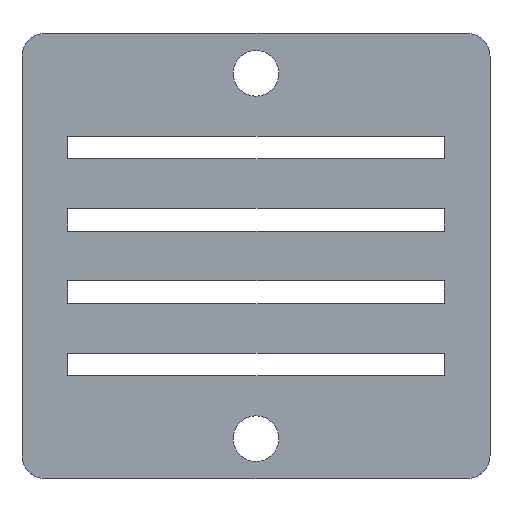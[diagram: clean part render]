
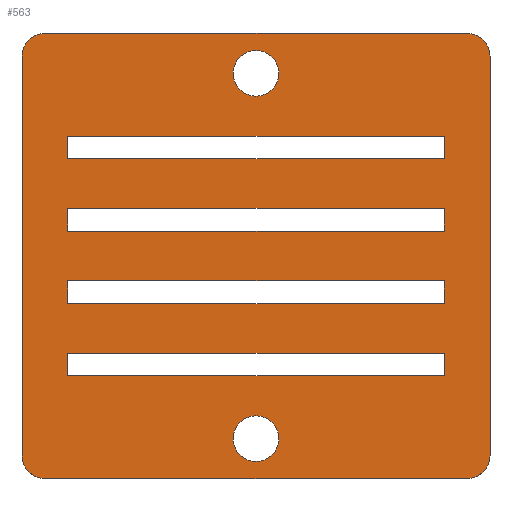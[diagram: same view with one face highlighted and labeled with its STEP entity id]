
A CAD part, top view. The second image highlights one B-rep face of the part: STEP entity #563.
In plain terms, the highlighted planar face has unit normal (0, 0, 1).
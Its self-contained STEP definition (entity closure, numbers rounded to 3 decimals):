
#23=FACE_BOUND('',#88,.T.);
#24=FACE_BOUND('',#89,.T.);
#25=FACE_BOUND('',#90,.T.);
#26=FACE_BOUND('',#91,.T.);
#27=FACE_BOUND('',#92,.T.);
#28=FACE_BOUND('',#93,.T.);
#36=PLANE('',#609);
#59=FACE_OUTER_BOUND('',#87,.T.);
#87=EDGE_LOOP('',(#407,#408,#409,#410,#411,#412,#413,#414));
#88=EDGE_LOOP('',(#415,#416,#417,#418));
#89=EDGE_LOOP('',(#419,#420,#421,#422));
#90=EDGE_LOOP('',(#423,#424,#425,#426));
#91=EDGE_LOOP('',(#427,#428,#429,#430));
#92=EDGE_LOOP('',(#431));
#93=EDGE_LOOP('',(#432));
#127=LINE('',#817,#193);
#130=LINE('',#823,#196);
#131=LINE('',#827,#197);
#132=LINE('',#831,#198);
#133=LINE('',#835,#199);
#134=LINE('',#837,#200);
#135=LINE('',#839,#201);
#136=LINE('',#840,#202);
#137=LINE('',#843,#203);
#138=LINE('',#845,#204);
#139=LINE('',#847,#205);
#140=LINE('',#848,#206);
#141=LINE('',#851,#207);
#142=LINE('',#853,#208);
#143=LINE('',#855,#209);
#144=LINE('',#856,#210);
#145=LINE('',#859,#211);
#146=LINE('',#861,#212);
#147=LINE('',#863,#213);
#148=LINE('',#864,#214);
#193=VECTOR('',#663,10.);
#196=VECTOR('',#668,10.);
#197=VECTOR('',#671,10.);
#198=VECTOR('',#674,10.);
#199=VECTOR('',#677,10.);
#200=VECTOR('',#678,10.);
#201=VECTOR('',#679,10.);
#202=VECTOR('',#680,10.);
#203=VECTOR('',#681,10.);
#204=VECTOR('',#682,10.);
#205=VECTOR('',#683,10.);
#206=VECTOR('',#684,10.);
#207=VECTOR('',#685,10.);
#208=VECTOR('',#686,10.);
#209=VECTOR('',#687,10.);
#210=VECTOR('',#688,10.);
#211=VECTOR('',#689,10.);
#212=VECTOR('',#690,10.);
#213=VECTOR('',#691,10.);
#214=VECTOR('',#692,10.);
#258=CIRCLE('',#607,2.);
#259=CIRCLE('',#610,2.);
#260=CIRCLE('',#611,2.);
#261=CIRCLE('',#612,2.);
#262=CIRCLE('',#613,2.);
#263=CIRCLE('',#614,2.);
#271=VERTEX_POINT('',#810);
#272=VERTEX_POINT('',#812);
#273=VERTEX_POINT('',#816);
#275=VERTEX_POINT('',#822);
#276=VERTEX_POINT('',#824);
#277=VERTEX_POINT('',#826);
#278=VERTEX_POINT('',#828);
#279=VERTEX_POINT('',#830);
#280=VERTEX_POINT('',#833);
#281=VERTEX_POINT('',#834);
#282=VERTEX_POINT('',#836);
#283=VERTEX_POINT('',#838);
#284=VERTEX_POINT('',#841);
#285=VERTEX_POINT('',#842);
#286=VERTEX_POINT('',#844);
#287=VERTEX_POINT('',#846);
#288=VERTEX_POINT('',#849);
#289=VERTEX_POINT('',#850);
#290=VERTEX_POINT('',#852);
#291=VERTEX_POINT('',#854);
#292=VERTEX_POINT('',#857);
#293=VERTEX_POINT('',#858);
#294=VERTEX_POINT('',#860);
#295=VERTEX_POINT('',#862);
#296=VERTEX_POINT('',#865);
#297=VERTEX_POINT('',#867);
#323=EDGE_CURVE('',#271,#272,#258,.T.);
#325=EDGE_CURVE('',#273,#272,#127,.T.);
#328=EDGE_CURVE('',#275,#271,#130,.T.);
#329=EDGE_CURVE('',#276,#275,#259,.T.);
#330=EDGE_CURVE('',#277,#276,#131,.T.);
#331=EDGE_CURVE('',#278,#277,#260,.T.);
#332=EDGE_CURVE('',#279,#278,#132,.T.);
#333=EDGE_CURVE('',#273,#279,#261,.T.);
#334=EDGE_CURVE('',#280,#281,#133,.T.);
#335=EDGE_CURVE('',#282,#280,#134,.T.);
#336=EDGE_CURVE('',#283,#282,#135,.T.);
#337=EDGE_CURVE('',#281,#283,#136,.T.);
#338=EDGE_CURVE('',#284,#285,#137,.T.);
#339=EDGE_CURVE('',#286,#284,#138,.T.);
#340=EDGE_CURVE('',#287,#286,#139,.T.);
#341=EDGE_CURVE('',#285,#287,#140,.T.);
#342=EDGE_CURVE('',#288,#289,#141,.T.);
#343=EDGE_CURVE('',#290,#288,#142,.T.);
#344=EDGE_CURVE('',#291,#290,#143,.T.);
#345=EDGE_CURVE('',#289,#291,#144,.T.);
#346=EDGE_CURVE('',#292,#293,#145,.T.);
#347=EDGE_CURVE('',#294,#292,#146,.T.);
#348=EDGE_CURVE('',#295,#294,#147,.T.);
#349=EDGE_CURVE('',#293,#295,#148,.T.);
#350=EDGE_CURVE('',#296,#296,#262,.T.);
#351=EDGE_CURVE('',#297,#297,#263,.T.);
#407=ORIENTED_EDGE('',*,*,#323,.F.);
#408=ORIENTED_EDGE('',*,*,#328,.F.);
#409=ORIENTED_EDGE('',*,*,#329,.F.);
#410=ORIENTED_EDGE('',*,*,#330,.F.);
#411=ORIENTED_EDGE('',*,*,#331,.F.);
#412=ORIENTED_EDGE('',*,*,#332,.F.);
#413=ORIENTED_EDGE('',*,*,#333,.F.);
#414=ORIENTED_EDGE('',*,*,#325,.T.);
#415=ORIENTED_EDGE('',*,*,#334,.F.);
#416=ORIENTED_EDGE('',*,*,#335,.F.);
#417=ORIENTED_EDGE('',*,*,#336,.F.);
#418=ORIENTED_EDGE('',*,*,#337,.F.);
#419=ORIENTED_EDGE('',*,*,#338,.F.);
#420=ORIENTED_EDGE('',*,*,#339,.F.);
#421=ORIENTED_EDGE('',*,*,#340,.F.);
#422=ORIENTED_EDGE('',*,*,#341,.F.);
#423=ORIENTED_EDGE('',*,*,#342,.F.);
#424=ORIENTED_EDGE('',*,*,#343,.F.);
#425=ORIENTED_EDGE('',*,*,#344,.F.);
#426=ORIENTED_EDGE('',*,*,#345,.F.);
#427=ORIENTED_EDGE('',*,*,#346,.F.);
#428=ORIENTED_EDGE('',*,*,#347,.F.);
#429=ORIENTED_EDGE('',*,*,#348,.F.);
#430=ORIENTED_EDGE('',*,*,#349,.F.);
#431=ORIENTED_EDGE('',*,*,#350,.T.);
#432=ORIENTED_EDGE('',*,*,#351,.T.);
#563=ADVANCED_FACE('',(#59,#23,#24,#25,#26,#27,#28),#36,.F.);
#607=AXIS2_PLACEMENT_3D('',#813,#658,#659);
#609=AXIS2_PLACEMENT_3D('',#821,#666,#667);
#610=AXIS2_PLACEMENT_3D('',#825,#669,#670);
#611=AXIS2_PLACEMENT_3D('',#829,#672,#673);
#612=AXIS2_PLACEMENT_3D('',#832,#675,#676);
#613=AXIS2_PLACEMENT_3D('',#866,#693,#694);
#614=AXIS2_PLACEMENT_3D('',#868,#695,#696);
#658=DIRECTION('center_axis',(0.,0.,-1.));
#659=DIRECTION('ref_axis',(-0.707,0.707,0.));
#663=DIRECTION('',(-1.,0.,0.));
#666=DIRECTION('center_axis',(0.,0.,-1.));
#667=DIRECTION('ref_axis',(1.,0.,0.));
#668=DIRECTION('',(0.,1.,0.));
#669=DIRECTION('center_axis',(0.,0.,-1.));
#670=DIRECTION('ref_axis',(-0.707,-0.707,0.));
#671=DIRECTION('',(-1.,0.,0.));
#672=DIRECTION('center_axis',(0.,0.,-1.));
#673=DIRECTION('ref_axis',(0.707,-0.707,0.));
#674=DIRECTION('',(0.,-1.,0.));
#675=DIRECTION('center_axis',(0.,0.,-1.));
#676=DIRECTION('ref_axis',(0.707,0.707,0.));
#677=DIRECTION('',(-1.,0.,0.));
#678=DIRECTION('',(0.,1.,0.));
#679=DIRECTION('',(1.,0.,0.));
#680=DIRECTION('',(0.,-1.,0.));
#681=DIRECTION('',(-1.,0.,0.));
#682=DIRECTION('',(0.,1.,0.));
#683=DIRECTION('',(1.,0.,0.));
#684=DIRECTION('',(0.,-1.,0.));
#685=DIRECTION('',(1.,0.,0.));
#686=DIRECTION('',(0.,-1.,0.));
#687=DIRECTION('',(-1.,0.,0.));
#688=DIRECTION('',(0.,1.,0.));
#689=DIRECTION('',(-1.,0.,0.));
#690=DIRECTION('',(0.,1.,0.));
#691=DIRECTION('',(1.,0.,0.));
#692=DIRECTION('',(0.,-1.,0.));
#693=DIRECTION('center_axis',(0.,0.,-1.));
#694=DIRECTION('ref_axis',(1.,0.,0.));
#695=DIRECTION('center_axis',(0.,0.,-1.));
#696=DIRECTION('ref_axis',(1.,0.,0.));
#810=CARTESIAN_POINT('',(-22.,207.,-8.4));
#812=CARTESIAN_POINT('',(-20.,209.,-8.4));
#813=CARTESIAN_POINT('Origin',(-20.,207.,-8.4));
#816=CARTESIAN_POINT('',(17.,209.,-8.4));
#817=CARTESIAN_POINT('',(19.,209.,-8.4));
#821=CARTESIAN_POINT('Origin',(-1.5,189.5,-8.4));
#822=CARTESIAN_POINT('',(-22.,172.,-8.4));
#823=CARTESIAN_POINT('',(-22.,170.,-8.4));
#824=CARTESIAN_POINT('',(-20.,170.,-8.4));
#825=CARTESIAN_POINT('Origin',(-20.,172.,-8.4));
#826=CARTESIAN_POINT('',(17.,170.,-8.4));
#827=CARTESIAN_POINT('',(19.,170.,-8.4));
#828=CARTESIAN_POINT('',(19.,172.,-8.4));
#829=CARTESIAN_POINT('Origin',(17.,172.,-8.4));
#830=CARTESIAN_POINT('',(19.,207.,-8.4));
#831=CARTESIAN_POINT('',(19.,195.52,-8.4));
#832=CARTESIAN_POINT('Origin',(17.,207.,-8.4));
#833=CARTESIAN_POINT('',(15.,181.,-8.4));
#834=CARTESIAN_POINT('',(-18.,181.,-8.4));
#835=CARTESIAN_POINT('',(15.,181.,-8.4));
#836=CARTESIAN_POINT('',(15.,179.,-8.4));
#837=CARTESIAN_POINT('',(15.,179.,-8.4));
#838=CARTESIAN_POINT('',(-18.,179.,-8.4));
#839=CARTESIAN_POINT('',(-18.,179.,-8.4));
#840=CARTESIAN_POINT('',(-18.,181.,-8.4));
#841=CARTESIAN_POINT('',(15.,187.333,-8.4));
#842=CARTESIAN_POINT('',(-18.,187.333,-8.4));
#843=CARTESIAN_POINT('',(15.,187.333,-8.4));
#844=CARTESIAN_POINT('',(15.,185.333,-8.4));
#845=CARTESIAN_POINT('',(15.,185.333,-8.4));
#846=CARTESIAN_POINT('',(-18.,185.333,-8.4));
#847=CARTESIAN_POINT('',(-18.,185.333,-8.4));
#848=CARTESIAN_POINT('',(-18.,187.333,-8.4));
#849=CARTESIAN_POINT('',(-18.,198.,-8.4));
#850=CARTESIAN_POINT('',(15.,198.,-8.4));
#851=CARTESIAN_POINT('',(-18.,198.,-8.4));
#852=CARTESIAN_POINT('',(-18.,200.,-8.4));
#853=CARTESIAN_POINT('',(-18.,200.,-8.4));
#854=CARTESIAN_POINT('',(15.,200.,-8.4));
#855=CARTESIAN_POINT('',(15.,200.,-8.4));
#856=CARTESIAN_POINT('',(15.,198.,-8.4));
#857=CARTESIAN_POINT('',(15.,193.667,-8.4));
#858=CARTESIAN_POINT('',(-18.,193.667,-8.4));
#859=CARTESIAN_POINT('',(15.,193.667,-8.4));
#860=CARTESIAN_POINT('',(15.,191.667,-8.4));
#861=CARTESIAN_POINT('',(15.,191.667,-8.4));
#862=CARTESIAN_POINT('',(-18.,191.667,-8.4));
#863=CARTESIAN_POINT('',(-18.,191.667,-8.4));
#864=CARTESIAN_POINT('',(-18.,193.667,-8.4));
#865=CARTESIAN_POINT('',(-3.5,205.5,-8.4));
#866=CARTESIAN_POINT('Origin',(-1.5,205.5,-8.4));
#867=CARTESIAN_POINT('',(-3.5,173.5,-8.4));
#868=CARTESIAN_POINT('Origin',(-1.5,173.5,-8.4));
